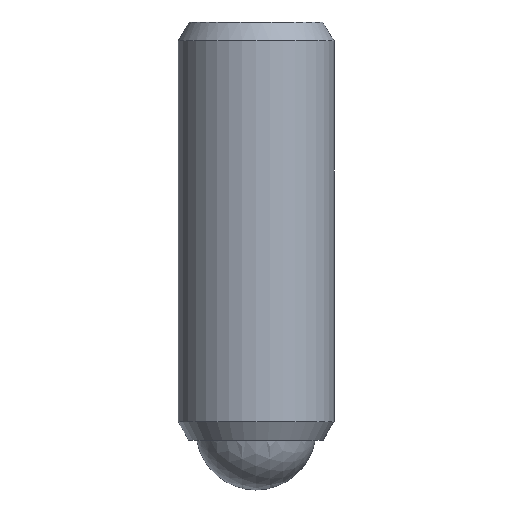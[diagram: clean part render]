
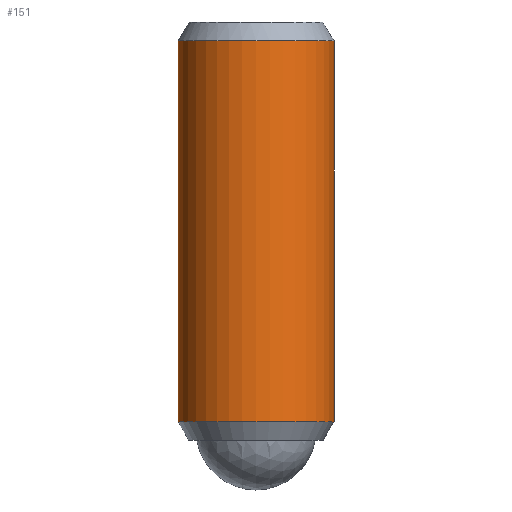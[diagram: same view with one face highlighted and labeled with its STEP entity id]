
A CAD part, front view. The second image highlights one B-rep face of the part: STEP entity #151.
In plain terms, the highlighted cylindrical face has radius 2.07 mm (diameter 4.14 mm), a partial arc.
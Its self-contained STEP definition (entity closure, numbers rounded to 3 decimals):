
#119=VERTEX_POINT('',#266);
#131=EDGE_CURVE('',#119,#159,#279,.T.);
#143=EDGE_CURVE('',#159,#163,#293,.T.);
#151=ADVANCED_FACE('',(#302),#303,.T.);
#153=EDGE_CURVE('',#119,#189,#305,.T.);
#159=VERTEX_POINT('',#311);
#163=VERTEX_POINT('',#316);
#165=EDGE_CURVE('',#163,#189,#318,.T.);
#189=VERTEX_POINT('',#344);
#266=CARTESIAN_POINT('',(-2.07,0.,11.923));
#279=LINE('',#447,#448);
#293=CIRCLE('',#467,2.07);
#302=FACE_OUTER_BOUND('',#477,.T.);
#303=CYLINDRICAL_SURFACE('',#478,2.07);
#305=CIRCLE('',#481,2.07);
#311=CARTESIAN_POINT('',(-2.07,0.,1.817));
#316=CARTESIAN_POINT('',(2.07,0.,1.817));
#318=LINE('',#497,#498);
#344=CARTESIAN_POINT('',(2.07,0.,11.923));
#447=CARTESIAN_POINT('',(-2.07,0.,6.87));
#448=VECTOR('',#656,1.0);
#467=AXIS2_PLACEMENT_3D('',#673,#674,#675);
#477=EDGE_LOOP('',(#687,#688,#689,#690));
#478=AXIS2_PLACEMENT_3D('',#691,#692,#693);
#481=AXIS2_PLACEMENT_3D('',#694,#695,#696);
#497=CARTESIAN_POINT('',(2.07,0.,6.87));
#498=VECTOR('',#711,1.0);
#656=DIRECTION('',(0.,-0.0,-1.0));
#673=CARTESIAN_POINT('',(0.,0.0,1.817));
#674=DIRECTION('',(0.,0.0,1.0));
#675=DIRECTION('',(1.0,0.,0.));
#687=ORIENTED_EDGE('',*,*,#165,.T.);
#688=ORIENTED_EDGE('',*,*,#153,.F.);
#689=ORIENTED_EDGE('',*,*,#131,.T.);
#690=ORIENTED_EDGE('',*,*,#143,.T.);
#691=CARTESIAN_POINT('',(0.,0.0,6.87));
#692=DIRECTION('',(0.,-0.0,-1.0));
#693=DIRECTION('',(1.0,0.,0.));
#694=CARTESIAN_POINT('',(0.,0.0,11.923));
#695=DIRECTION('',(0.,0.0,1.0));
#696=DIRECTION('',(1.0,0.,0.));
#711=DIRECTION('',(0.,0.0,1.0));
